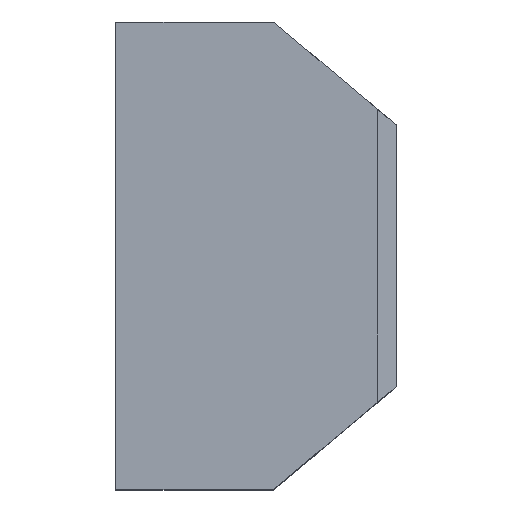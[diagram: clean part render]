
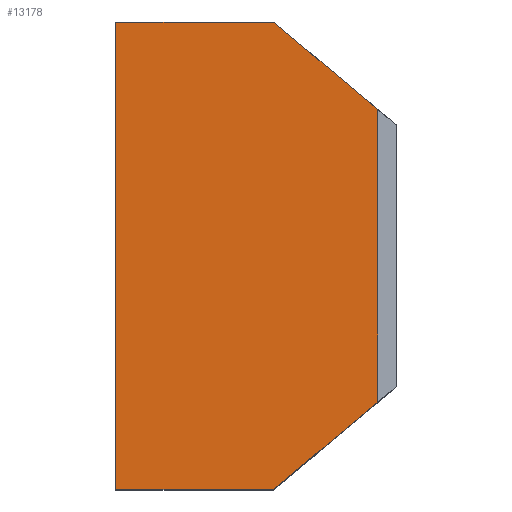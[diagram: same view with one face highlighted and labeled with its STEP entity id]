
A CAD part, top view. The second image highlights one B-rep face of the part: STEP entity #13178.
In plain terms, the highlighted planar face has unit normal (0, 0, 1).
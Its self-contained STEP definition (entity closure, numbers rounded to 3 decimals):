
#5586 = PLANE('',#5587);
#5587 = AXIS2_PLACEMENT_3D('',#5588,#5589,#5590);
#5588 = CARTESIAN_POINT('',(30.,11.011,30.));
#5589 = DIRECTION('',(-0.707,0.,-0.707));
#5590 = DIRECTION('',(-0.707,0.,0.707));
#8884 = VERTEX_POINT('',#8885);
#8885 = CARTESIAN_POINT('',(16.878,50.,32.));
#8899 = PLANE('',#8900);
#8900 = AXIS2_PLACEMENT_3D('',#8901,#8902,#8903);
#8901 = CARTESIAN_POINT('',(0.,50.,19.));
#8902 = DIRECTION('',(0.,-1.,0.));
#8903 = DIRECTION('',(0.,-0.,-1.));
#8956 = PLANE('',#8957);
#8957 = AXIS2_PLACEMENT_3D('',#8958,#8959,#8960);
#8958 = CARTESIAN_POINT('',(22.605,45.194,
    31.183));
#8959 = DIRECTION('',(-0.643,-0.766,0.)
  );
#8960 = DIRECTION('',(-0.766,0.643,0.
    ));
#8997 = EDGE_CURVE('',#8884,#8998,#9000,.T.);
#8998 = VERTEX_POINT('',#8999);
#8999 = CARTESIAN_POINT('',(28.,40.667,32.));
#9000 = SURFACE_CURVE('',#9001,(#9005,#9012),.PCURVE_S1.);
#9001 = LINE('',#9002,#9003);
#9002 = CARTESIAN_POINT('',(16.878,50.,32.));
#9003 = VECTOR('',#9004,1.);
#9004 = DIRECTION('',(0.766,-0.643,0.));
#9005 = PCURVE('',#8956,#9006);
#9006 = DEFINITIONAL_REPRESENTATION('',(#9007),#9011);
#9007 = LINE('',#9008,#9009);
#9008 = CARTESIAN_POINT('',(7.476,-0.817));
#9009 = VECTOR('',#9010,1.);
#9010 = DIRECTION('',(-1.,0.));
#9011 = ( GEOMETRIC_REPRESENTATION_CONTEXT(2) 
PARAMETRIC_REPRESENTATION_CONTEXT() REPRESENTATION_CONTEXT('2D SPACE',''
  ) );
#9012 = PCURVE('',#9013,#9018);
#9013 = PLANE('',#9014);
#9014 = AXIS2_PLACEMENT_3D('',#9015,#9016,#9017);
#9015 = CARTESIAN_POINT('',(28.,9.333,32.));
#9016 = DIRECTION('',(0.,0.,-1.));
#9017 = DIRECTION('',(-1.,0.,-0.));
#9018 = DEFINITIONAL_REPRESENTATION('',(#9019),#9023);
#9019 = LINE('',#9020,#9021);
#9020 = CARTESIAN_POINT('',(11.122,40.667));
#9021 = VECTOR('',#9022,1.);
#9022 = DIRECTION('',(-0.766,-0.643));
#9023 = ( GEOMETRIC_REPRESENTATION_CONTEXT(2) 
PARAMETRIC_REPRESENTATION_CONTEXT() REPRESENTATION_CONTEXT('2D SPACE',''
  ) );
#9357 = VERTEX_POINT('',#9358);
#9358 = CARTESIAN_POINT('',(0.,50.,32.));
#9372 = PLANE('',#9373);
#9373 = AXIS2_PLACEMENT_3D('',#9374,#9375,#9376);
#9374 = CARTESIAN_POINT('',(0.,50.,32.));
#9375 = DIRECTION('',(-1.,-0.,-0.));
#9376 = DIRECTION('',(0.,0.,-1.));
#9384 = EDGE_CURVE('',#8884,#9357,#9385,.T.);
#9385 = SURFACE_CURVE('',#9386,(#9390,#9397),.PCURVE_S1.);
#9386 = LINE('',#9387,#9388);
#9387 = CARTESIAN_POINT('',(16.878,50.,32.));
#9388 = VECTOR('',#9389,1.);
#9389 = DIRECTION('',(-1.,0.,0.));
#9390 = PCURVE('',#8899,#9391);
#9391 = DEFINITIONAL_REPRESENTATION('',(#9392),#9396);
#9392 = LINE('',#9393,#9394);
#9393 = CARTESIAN_POINT('',(-13.,16.878));
#9394 = VECTOR('',#9395,1.);
#9395 = DIRECTION('',(-0.,-1.));
#9396 = ( GEOMETRIC_REPRESENTATION_CONTEXT(2) 
PARAMETRIC_REPRESENTATION_CONTEXT() REPRESENTATION_CONTEXT('2D SPACE',''
  ) );
#9397 = PCURVE('',#9013,#9398);
#9398 = DEFINITIONAL_REPRESENTATION('',(#9399),#9403);
#9399 = LINE('',#9400,#9401);
#9400 = CARTESIAN_POINT('',(11.122,40.667));
#9401 = VECTOR('',#9402,1.);
#9402 = DIRECTION('',(1.,0.));
#9403 = ( GEOMETRIC_REPRESENTATION_CONTEXT(2) 
PARAMETRIC_REPRESENTATION_CONTEXT() REPRESENTATION_CONTEXT('2D SPACE',''
  ) );
#9687 = PLANE('',#9688);
#9688 = AXIS2_PLACEMENT_3D('',#9689,#9690,#9691);
#9689 = CARTESIAN_POINT('',(3.,0.,27.));
#9690 = DIRECTION('',(0.,-1.,0.));
#9691 = DIRECTION('',(0.,-0.,-1.));
#12578 = EDGE_CURVE('',#12579,#12581,#12583,.T.);
#12579 = VERTEX_POINT('',#12580);
#12580 = CARTESIAN_POINT('',(28.,9.333,32.));
#12581 = VERTEX_POINT('',#12582);
#12582 = CARTESIAN_POINT('',(16.878,0.,32.));
#12583 = SURFACE_CURVE('',#12584,(#12588,#12600),.PCURVE_S1.);
#12584 = LINE('',#12585,#12586);
#12585 = CARTESIAN_POINT('',(28.,9.333,32.));
#12586 = VECTOR('',#12587,1.);
#12587 = DIRECTION('',(-0.766,-0.643,0.));
#12588 = PCURVE('',#12589,#12594);
#12589 = PLANE('',#12590);
#12590 = AXIS2_PLACEMENT_3D('',#12591,#12592,#12593);
#12591 = CARTESIAN_POINT('',(22.554,4.763,
    31.215));
#12592 = DIRECTION('',(0.643,-0.766,
    0.));
#12593 = DIRECTION('',(-0.766,-0.643,
    0.));
#12594 = DEFINITIONAL_REPRESENTATION('',(#12595),#12599);
#12595 = LINE('',#12596,#12597);
#12596 = CARTESIAN_POINT('',(-7.109,-0.785));
#12597 = VECTOR('',#12598,1.);
#12598 = DIRECTION('',(1.,0.));
#12599 = ( GEOMETRIC_REPRESENTATION_CONTEXT(2) 
PARAMETRIC_REPRESENTATION_CONTEXT() REPRESENTATION_CONTEXT('2D SPACE',''
  ) );
#12600 = PCURVE('',#9013,#12601);
#12601 = DEFINITIONAL_REPRESENTATION('',(#12602),#12606);
#12602 = LINE('',#12603,#12604);
#12603 = CARTESIAN_POINT('',(0.,0.));
#12604 = VECTOR('',#12605,1.);
#12605 = DIRECTION('',(0.766,-0.643));
#12606 = ( GEOMETRIC_REPRESENTATION_CONTEXT(2) 
PARAMETRIC_REPRESENTATION_CONTEXT() REPRESENTATION_CONTEXT('2D SPACE',''
  ) );
#13178 = ADVANCED_FACE('',(#13179),#9013,.F.);
#13179 = FACE_BOUND('',#13180,.T.);
#13180 = EDGE_LOOP('',(#13181,#13202,#13203,#13204,#13227,#13248));
#13181 = ORIENTED_EDGE('',*,*,#13182,.T.);
#13182 = EDGE_CURVE('',#12579,#8998,#13183,.T.);
#13183 = SURFACE_CURVE('',#13184,(#13188,#13195),.PCURVE_S1.);
#13184 = LINE('',#13185,#13186);
#13185 = CARTESIAN_POINT('',(28.,9.333,32.));
#13186 = VECTOR('',#13187,1.);
#13187 = DIRECTION('',(0.,1.,0.));
#13188 = PCURVE('',#9013,#13189);
#13189 = DEFINITIONAL_REPRESENTATION('',(#13190),#13194);
#13190 = LINE('',#13191,#13192);
#13191 = CARTESIAN_POINT('',(0.,0.));
#13192 = VECTOR('',#13193,1.);
#13193 = DIRECTION('',(0.,1.));
#13194 = ( GEOMETRIC_REPRESENTATION_CONTEXT(2) 
PARAMETRIC_REPRESENTATION_CONTEXT() REPRESENTATION_CONTEXT('2D SPACE',''
  ) );
#13195 = PCURVE('',#5586,#13196);
#13196 = DEFINITIONAL_REPRESENTATION('',(#13197),#13201);
#13197 = LINE('',#13198,#13199);
#13198 = CARTESIAN_POINT('',(2.828,-1.678));
#13199 = VECTOR('',#13200,1.);
#13200 = DIRECTION('',(0.,1.));
#13201 = ( GEOMETRIC_REPRESENTATION_CONTEXT(2) 
PARAMETRIC_REPRESENTATION_CONTEXT() REPRESENTATION_CONTEXT('2D SPACE',''
  ) );
#13202 = ORIENTED_EDGE('',*,*,#8997,.F.);
#13203 = ORIENTED_EDGE('',*,*,#9384,.T.);
#13204 = ORIENTED_EDGE('',*,*,#13205,.T.);
#13205 = EDGE_CURVE('',#9357,#13206,#13208,.T.);
#13206 = VERTEX_POINT('',#13207);
#13207 = CARTESIAN_POINT('',(0.,0.,32.));
#13208 = SURFACE_CURVE('',#13209,(#13213,#13220),.PCURVE_S1.);
#13209 = LINE('',#13210,#13211);
#13210 = CARTESIAN_POINT('',(0.,50.,32.));
#13211 = VECTOR('',#13212,1.);
#13212 = DIRECTION('',(0.,-1.,0.));
#13213 = PCURVE('',#9013,#13214);
#13214 = DEFINITIONAL_REPRESENTATION('',(#13215),#13219);
#13215 = LINE('',#13216,#13217);
#13216 = CARTESIAN_POINT('',(28.,40.667));
#13217 = VECTOR('',#13218,1.);
#13218 = DIRECTION('',(-0.,-1.));
#13219 = ( GEOMETRIC_REPRESENTATION_CONTEXT(2) 
PARAMETRIC_REPRESENTATION_CONTEXT() REPRESENTATION_CONTEXT('2D SPACE',''
  ) );
#13220 = PCURVE('',#9372,#13221);
#13221 = DEFINITIONAL_REPRESENTATION('',(#13222),#13226);
#13222 = LINE('',#13223,#13224);
#13223 = CARTESIAN_POINT('',(0.,0.));
#13224 = VECTOR('',#13225,1.);
#13225 = DIRECTION('',(0.,1.));
#13226 = ( GEOMETRIC_REPRESENTATION_CONTEXT(2) 
PARAMETRIC_REPRESENTATION_CONTEXT() REPRESENTATION_CONTEXT('2D SPACE',''
  ) );
#13227 = ORIENTED_EDGE('',*,*,#13228,.F.);
#13228 = EDGE_CURVE('',#12581,#13206,#13229,.T.);
#13229 = SURFACE_CURVE('',#13230,(#13234,#13241),.PCURVE_S1.);
#13230 = LINE('',#13231,#13232);
#13231 = CARTESIAN_POINT('',(16.878,0.,32.));
#13232 = VECTOR('',#13233,1.);
#13233 = DIRECTION('',(-1.,0.,0.));
#13234 = PCURVE('',#9013,#13235);
#13235 = DEFINITIONAL_REPRESENTATION('',(#13236),#13240);
#13236 = LINE('',#13237,#13238);
#13237 = CARTESIAN_POINT('',(11.122,-9.333));
#13238 = VECTOR('',#13239,1.);
#13239 = DIRECTION('',(1.,0.));
#13240 = ( GEOMETRIC_REPRESENTATION_CONTEXT(2) 
PARAMETRIC_REPRESENTATION_CONTEXT() REPRESENTATION_CONTEXT('2D SPACE',''
  ) );
#13241 = PCURVE('',#9687,#13242);
#13242 = DEFINITIONAL_REPRESENTATION('',(#13243),#13247);
#13243 = LINE('',#13244,#13245);
#13244 = CARTESIAN_POINT('',(-5.,13.878));
#13245 = VECTOR('',#13246,1.);
#13246 = DIRECTION('',(-0.,-1.));
#13247 = ( GEOMETRIC_REPRESENTATION_CONTEXT(2) 
PARAMETRIC_REPRESENTATION_CONTEXT() REPRESENTATION_CONTEXT('2D SPACE',''
  ) );
#13248 = ORIENTED_EDGE('',*,*,#12578,.F.);
